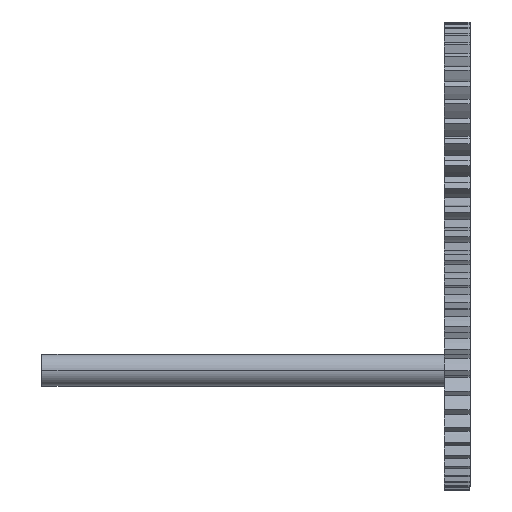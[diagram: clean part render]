
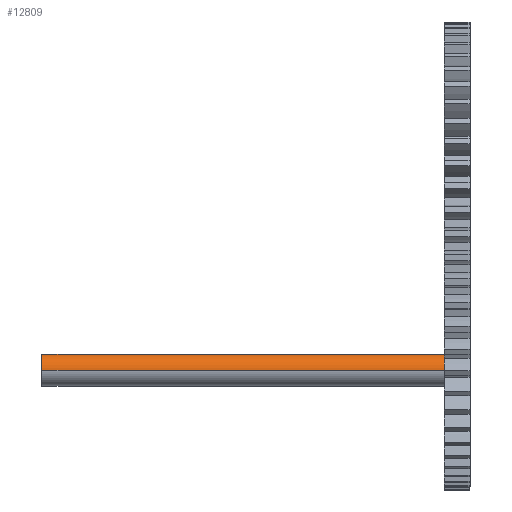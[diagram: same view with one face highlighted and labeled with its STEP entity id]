
A CAD part, top view. The second image highlights one B-rep face of the part: STEP entity #12809.
In plain terms, the highlighted free-form (B-spline) face has degree [2, 1] with [5, 2] control points.
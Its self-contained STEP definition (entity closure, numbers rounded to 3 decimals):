
#12809 = ADVANCED_FACE('',(#12810),#12846,.T.);
#12810 = FACE_BOUND('',#12811,.T.);
#12811 = EDGE_LOOP('',(#12812,#12824,#12831,#12841));
#12812 = ORIENTED_EDGE('',*,*,#12813,.F.);
#12813 = EDGE_CURVE('',#12814,#12816,#12818,.T.);
#12814 = VERTEX_POINT('',#12815);
#12815 = CARTESIAN_POINT('',(-328.952,-58.075,
    -127.366));
#12816 = VERTEX_POINT('',#12817);
#12817 = CARTESIAN_POINT('',(-328.952,-58.075,
    -145.656));
#12818 = ( BOUNDED_CURVE() B_SPLINE_CURVE(2,(#12819,#12820,#12821,#12822
,#12823),.UNSPECIFIED.,.F.,.F.) B_SPLINE_CURVE_WITH_KNOTS((3,2,3),(0.,
1.571,3.142),.PIECEWISE_BEZIER_KNOTS.) CURVE() 
GEOMETRIC_REPRESENTATION_ITEM() RATIONAL_B_SPLINE_CURVE((1.,
0.707,1.,0.707,1.)) REPRESENTATION_ITEM('') );
#12819 = CARTESIAN_POINT('',(-328.952,-58.075,
    -127.366));
#12820 = CARTESIAN_POINT('',(-328.952,-48.93,
    -127.366));
#12821 = CARTESIAN_POINT('',(-328.952,-48.93,
    -136.511));
#12822 = CARTESIAN_POINT('',(-328.952,-48.93,
    -145.656));
#12823 = CARTESIAN_POINT('',(-328.952,-58.075,
    -145.656));
#12824 = ORIENTED_EDGE('',*,*,#12825,.T.);
#12825 = EDGE_CURVE('',#12814,#12826,#12828,.T.);
#12826 = VERTEX_POINT('',#12827);
#12827 = CARTESIAN_POINT('',(-85.09,-58.075,
    -127.366));
#12828 = B_SPLINE_CURVE_WITH_KNOTS('',1,(#12829,#12830),.UNSPECIFIED.,
  .F.,.F.,(2,2),(-0.,200.),.PIECEWISE_BEZIER_KNOTS.);
#12829 = CARTESIAN_POINT('',(-328.952,-58.075,
    -127.366));
#12830 = CARTESIAN_POINT('',(-85.09,-58.075,
    -127.366));
#12831 = ORIENTED_EDGE('',*,*,#12832,.T.);
#12832 = EDGE_CURVE('',#12826,#12833,#12835,.T.);
#12833 = VERTEX_POINT('',#12834);
#12834 = CARTESIAN_POINT('',(-85.09,-58.075,
    -145.656));
#12835 = ( BOUNDED_CURVE() B_SPLINE_CURVE(2,(#12836,#12837,#12838,#12839
,#12840),.UNSPECIFIED.,.F.,.F.) B_SPLINE_CURVE_WITH_KNOTS((3,2,3),(0.,
1.571,3.142),.PIECEWISE_BEZIER_KNOTS.) CURVE() 
GEOMETRIC_REPRESENTATION_ITEM() RATIONAL_B_SPLINE_CURVE((1.,
0.707,1.,0.707,1.)) REPRESENTATION_ITEM('') );
#12836 = CARTESIAN_POINT('',(-85.09,-58.075,
    -127.366));
#12837 = CARTESIAN_POINT('',(-85.09,-48.93,
    -127.366));
#12838 = CARTESIAN_POINT('',(-85.09,-48.93,
    -136.511));
#12839 = CARTESIAN_POINT('',(-85.09,-48.93,
    -145.656));
#12840 = CARTESIAN_POINT('',(-85.09,-58.075,
    -145.656));
#12841 = ORIENTED_EDGE('',*,*,#12842,.F.);
#12842 = EDGE_CURVE('',#12816,#12833,#12843,.T.);
#12843 = B_SPLINE_CURVE_WITH_KNOTS('',1,(#12844,#12845),.UNSPECIFIED.,
  .F.,.F.,(2,2),(-0.,200.),.PIECEWISE_BEZIER_KNOTS.);
#12844 = CARTESIAN_POINT('',(-328.952,-58.075,
    -145.656));
#12845 = CARTESIAN_POINT('',(-85.09,-58.075,
    -145.656));
#12846 = ( BOUNDED_SURFACE() B_SPLINE_SURFACE(2,1,(
    (#12847,#12848)
    ,(#12849,#12850)
    ,(#12851,#12852)
    ,(#12853,#12854)
    ,(#12855,#12856
)),.UNSPECIFIED.,.F.,.F.,.F.) B_SPLINE_SURFACE_WITH_KNOTS((3,2,3),(2,2),
  (0.,1.571,3.142),(0.,200.),.PIECEWISE_BEZIER_KNOTS.) 
GEOMETRIC_REPRESENTATION_ITEM() RATIONAL_B_SPLINE_SURFACE((
    (1.,1.)
    ,(0.707,0.707)
    ,(1.,1.)
    ,(0.707,0.707)
,(1.,1.))) REPRESENTATION_ITEM('') SURFACE() );
#12847 = CARTESIAN_POINT('',(-328.952,-58.075,
    -145.656));
#12848 = CARTESIAN_POINT('',(-85.09,-58.075,
    -145.656));
#12849 = CARTESIAN_POINT('',(-328.952,-48.93,
    -145.656));
#12850 = CARTESIAN_POINT('',(-85.09,-48.93,
    -145.656));
#12851 = CARTESIAN_POINT('',(-328.952,-48.93,
    -136.511));
#12852 = CARTESIAN_POINT('',(-85.09,-48.93,
    -136.511));
#12853 = CARTESIAN_POINT('',(-328.952,-48.93,
    -127.366));
#12854 = CARTESIAN_POINT('',(-85.09,-48.93,
    -127.366));
#12855 = CARTESIAN_POINT('',(-328.952,-58.075,
    -127.366));
#12856 = CARTESIAN_POINT('',(-85.09,-58.075,
    -127.366));
